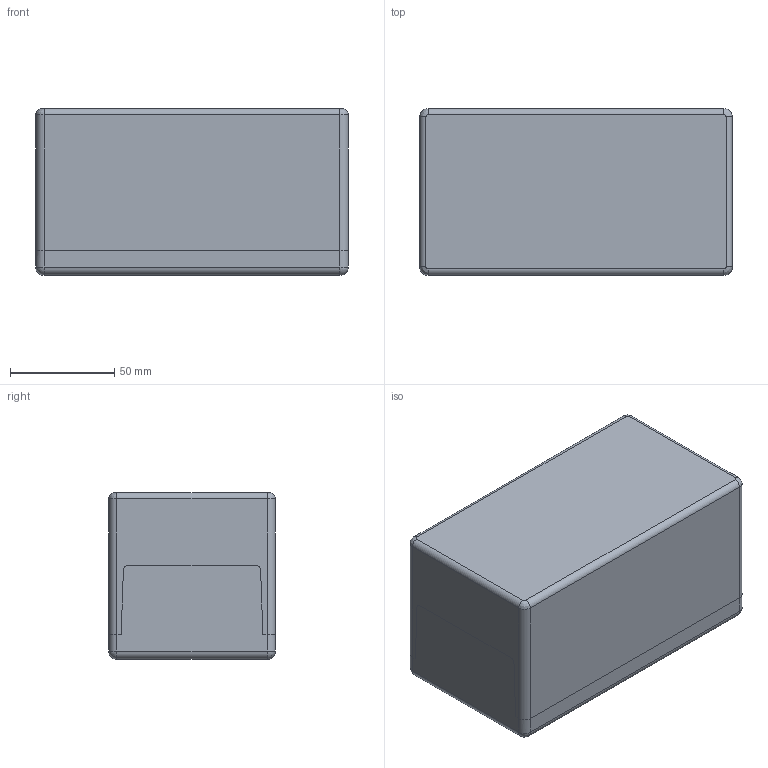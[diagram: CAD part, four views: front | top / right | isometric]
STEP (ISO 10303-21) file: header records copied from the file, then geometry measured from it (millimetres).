
FILE_DESCRIPTION((''),'2;1');
FILE_NAME('0501100800-MBPO_158080.stp','2016-01-26T15:22:07',('robin.rentz'),(''),'Autodesk Inventor 2012','Autodesk Inventor 2012','');
FILE_SCHEMA(('AUTOMOTIVE_DESIGN { 1 2 10303 214 0 1 1 1 }'));
Length unit declared in the file: millimetre
Products named in the file (3): 0501100800-MBPO_158080; 0501100702-UT_158055-80; 0501100801-OT_158080
Assembly tree (2 placements, depth 2):
  0501100800-MBPO_158080
    0501100702-UT_158055-80
    0501100801-OT_158080
Bounding box: 150 x 80 x 80 mm (x, y, z)
Volume: 179658.9 mm3; surface area: 131101 mm2
Topology: 2 solids, 2 shells, 330 faces, 759 edges, 470 vertices
Faces by surface type: plane 202, cylinder 88, cone 32, sphere 4, bspline 4
Full cylindrical faces by diameter (mm): 2.4 x4, 4.2 x4, 4.5 x8, 6.4 x4, 8 x16, 10 x4
Entity records: 9169 total; most frequent: CARTESIAN_POINT 1679, DIRECTION 1590, ORIENTED_EDGE 1416, EDGE_CURVE 708, AXIS2_PLACEMENT_3D 551, VECTOR 488, LINE 488, VERTEX_POINT 460
